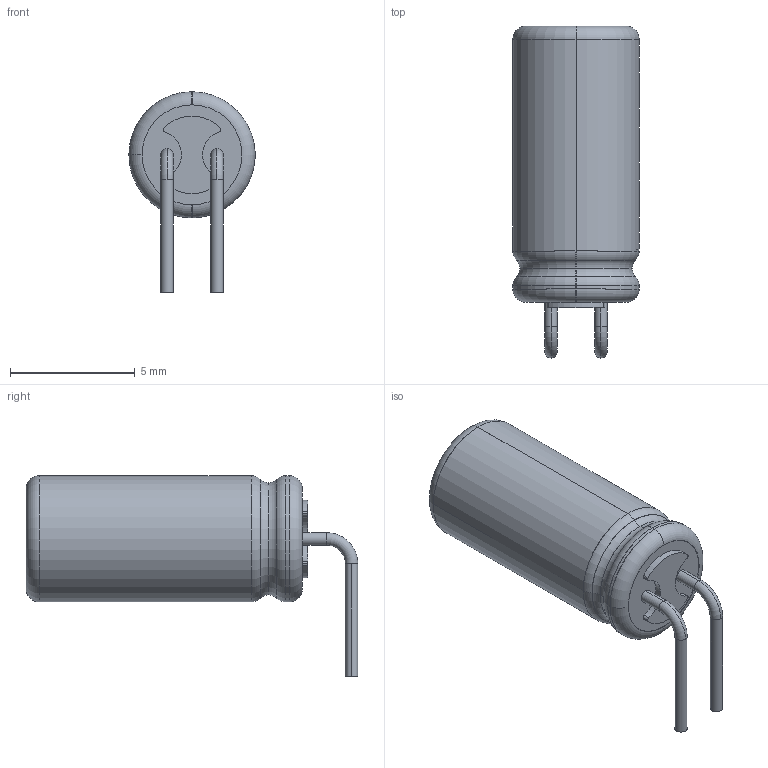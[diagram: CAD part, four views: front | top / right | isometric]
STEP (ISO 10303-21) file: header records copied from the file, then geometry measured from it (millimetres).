
FILE_DESCRIPTION (( 'STEP AP214' ), '1' );
FILE_NAME ('THD Capacitor Polar 5x11x2mm RA.STEP', '2019-02-17T12:36:40', ( '' ), ( '' ), 'SwSTEP 2.0', 'SolidWorks 2018', '' );
FILE_SCHEMA (( 'AUTOMOTIVE_DESIGN' ));
Length unit declared in the file: millimetre
Products named in the file (1): THD Capacitor Polar 5x11x2mm RA
Bounding box: 5.05 x 13.27 x 8.03 mm (x, y, z)
Surface area: 505.3 mm2 (no closed solid volume)
Topology: 0 solids, 4 shells, 113 faces, 296 edges, 201 vertices
Faces by surface type: cylinder 67, torus 40, plane 6
Entity records: 4662 total; most frequent: CARTESIAN_POINT 683, DIRECTION 678, ORIENTED_EDGE 538, EDGE_CURVE 296, AXIS2_PLACEMENT_3D 292, VERTEX_POINT 201, CIRCLE 178, EDGE_LOOP 126
